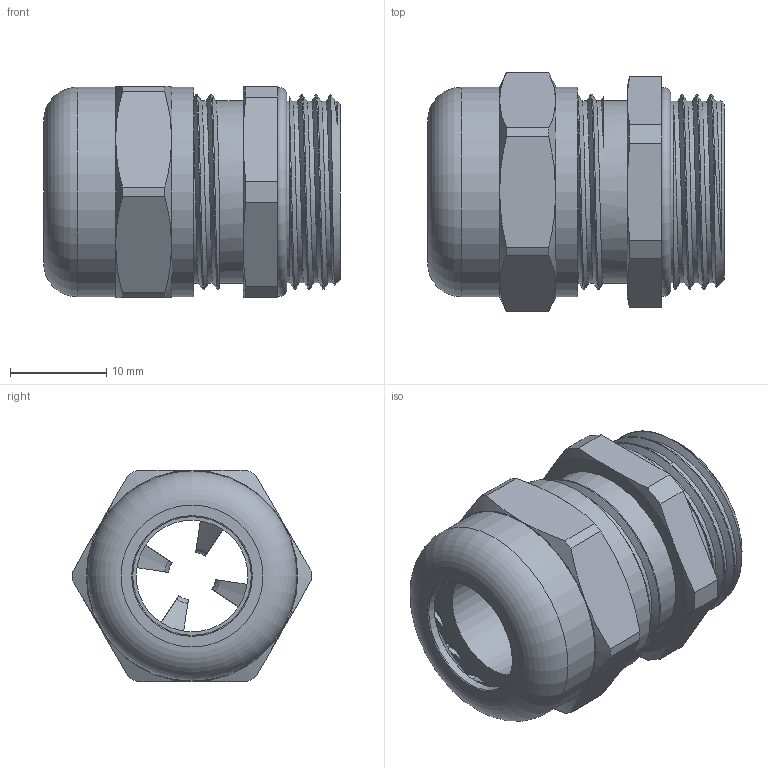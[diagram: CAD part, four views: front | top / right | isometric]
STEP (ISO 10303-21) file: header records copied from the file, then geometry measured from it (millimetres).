
FILE_DESCRIPTION(/* description */ ('Euro-Top-EMV 2. Gen. PG 13,5 - B'),/* implementation_level */ '2;1');
FILE_NAME(/* name */ '61080413-RST.stp',/* time_stamp */ '2025-12-08T13:39:55+01:00',/* author */ ('sl'),/* organization */ (''),/* preprocessor_version */ 'ST-DEVELOPER v16.5',/* originating_system */ 'Autodesk Inventor 2017',/* authorisation */ '');
FILE_SCHEMA (('CONFIG_CONTROL_DESIGN'));
Length unit declared in the file: millimetre
Products named in the file (7): 61080413; 61080413_1; 61080413_2; 61080413_3; 61080413_4; 61080413_5; 61080413_6
Assembly tree (6 placements, depth 2):
  61080413
    61080413_1
    61080413_2
    61080413_3
    61080413_4
    61080413_5
    61080413_6
Bounding box: 30.9 x 24.83 x 22 mm (x, y, z)
Volume: 5079.6 mm3; surface area: 9743 mm2
Topology: 6 solids, 6 shells, 425 faces, 1190 edges, 782 vertices
Faces by surface type: plane 200, cylinder 135, cone 43, torus 41, bspline 6
Full cylindrical faces by diameter (mm): 11.63 x1, 12.36 x1, 12.68 x2, 13.28 x1, 14.2 x1, 14.97 x1, 15.65 x1, 15.93 x1, 16.17 x1, 16.25 x1, 17.06 x1, 18.83 x1, 18.91 x3, 19 x3, 20.56 x7, 21.51 x1, 21.82 x2
Entity records: 16483 total; most frequent: CARTESIAN_POINT 5831, DIRECTION 2224, ORIENTED_EDGE 2214, EDGE_CURVE 1107, AXIS2_PLACEMENT_3D 861, VERTEX_POINT 744, LINE 502, VECTOR 502
